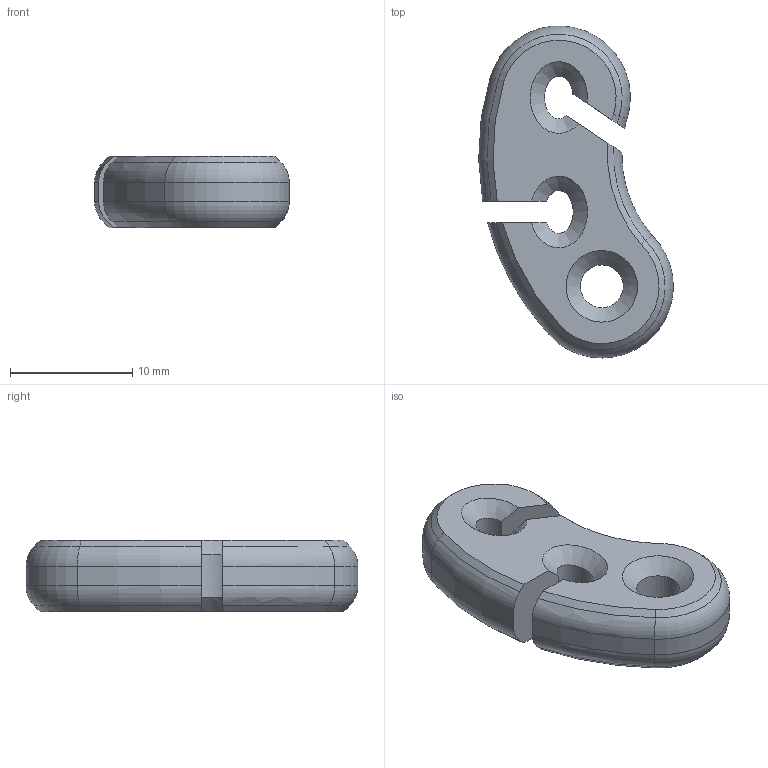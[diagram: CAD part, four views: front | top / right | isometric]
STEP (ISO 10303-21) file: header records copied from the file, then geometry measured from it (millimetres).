
FILE_DESCRIPTION(/* description */ (''),/* implementation_level */ '2;1');
FILE_NAME(/* name */ 'FrictionAdapterV2.step',/* time_stamp */ '2017-08-16T10:38:59-06:00',/* author */ (''),/* organization */ (''),/* preprocessor_version */ 'ST-DEVELOPER v16.13',/* originating_system */ 'Autodesk Translation Framework v6.1.1.50',/* authorisation */ '');
FILE_SCHEMA (('AUTOMOTIVE_DESIGN { 1 0 10303 214 3 1 1 }'));
Length unit declared in the file: millimetre
Products named in the file (1): FrictionAdapterV2 v8
Bounding box: 15.91 x 27.13 x 5.85 mm (x, y, z)
Volume: 1381 mm3; surface area: 1035.1 mm2
Topology: 1 solids, 1 shells, 45 faces, 111 edges, 68 vertices
Faces by surface type: cone 14, torus 12, cylinder 7, plane 6, bspline 6
Full cylindrical faces by diameter (mm): 3.51 x1
Entity records: 2056 total; most frequent: CARTESIAN_POINT 993, DIRECTION 227, ORIENTED_EDGE 216, EDGE_CURVE 108, AXIS2_PLACEMENT_3D 101, VERTEX_POINT 68, CIRCLE 51, EDGE_LOOP 50
